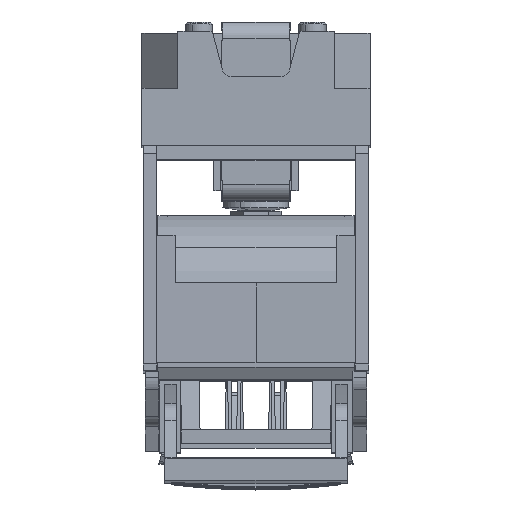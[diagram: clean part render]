
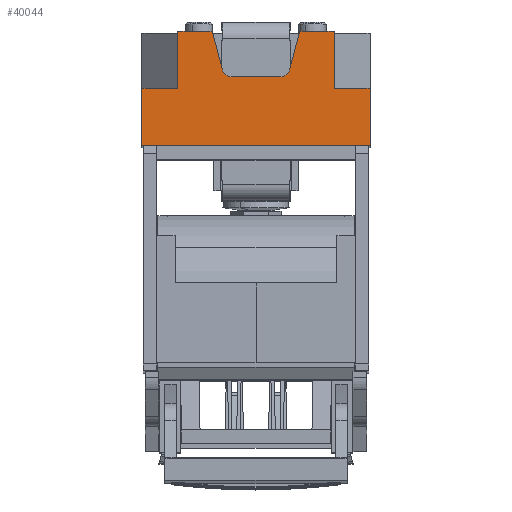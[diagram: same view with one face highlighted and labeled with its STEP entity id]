
A CAD part, top view. The second image highlights one B-rep face of the part: STEP entity #40044.
In plain terms, the highlighted planar face has unit normal (0, 0, 1).
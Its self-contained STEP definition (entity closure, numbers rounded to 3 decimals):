
#36816=AXIS2_PLACEMENT_3D('Circle Axis2P3D',#36814,#36815,$) ;
#36878=AXIS2_PLACEMENT_3D('Circle Axis2P3D',#36876,#36877,$) ;
#40008=AXIS2_PLACEMENT_3D('Plane Axis2P3D',#40005,#40006,#40007) ;
#36669=CARTESIAN_POINT('Vertex',(34.264,-4.,277.5)) ;
#36672=CARTESIAN_POINT('Line Origine',(34.264,-16.5,277.5)) ;
#36676=CARTESIAN_POINT('Vertex',(34.264,-29.,277.5)) ;
#36700=CARTESIAN_POINT('Vertex',(50.,-29.,277.5)) ;
#36703=CARTESIAN_POINT('Line Origine',(42.132,-29.,277.5)) ;
#36720=CARTESIAN_POINT('Line Origine',(-34.264,-16.5,277.5)) ;
#36724=CARTESIAN_POINT('Vertex',(-34.264,-4.,277.5)) ;
#36726=CARTESIAN_POINT('Vertex',(-34.264,-29.,277.5)) ;
#36760=CARTESIAN_POINT('Line Origine',(-16.811,-13.103,277.5)) ;
#36764=CARTESIAN_POINT('Vertex',(-14.685,-21.035,277.5)) ;
#36766=CARTESIAN_POINT('Vertex',(-18.936,-5.171,277.5)) ;
#36806=CARTESIAN_POINT('Vertex',(-10.822,-24.,277.5)) ;
#36814=CARTESIAN_POINT('Axis2P3D Location',(-10.822,-20.,277.5)) ;
#36837=CARTESIAN_POINT('Vertex',(10.822,-24.,277.5)) ;
#36845=CARTESIAN_POINT('Line Origine',(0.,-24.,277.5)) ;
#36868=CARTESIAN_POINT('Vertex',(14.685,-21.035,277.5)) ;
#36876=CARTESIAN_POINT('Axis2P3D Location',(10.822,-20.,277.5)) ;
#36900=CARTESIAN_POINT('Line Origine',(16.811,-13.103,277.5)) ;
#36904=CARTESIAN_POINT('Vertex',(18.936,-5.171,277.5)) ;
#36954=CARTESIAN_POINT('Line Origine',(-42.132,-29.,277.5)) ;
#36958=CARTESIAN_POINT('Vertex',(-50.,-29.,277.5)) ;
#37131=CARTESIAN_POINT('Line Origine',(-30.882,-4.,277.5)) ;
#37135=CARTESIAN_POINT('Vertex',(-27.5,-4.,277.5)) ;
#37138=CARTESIAN_POINT('Line Origine',(-23.375,-4.,277.5)) ;
#37142=CARTESIAN_POINT('Vertex',(-19.25,-4.,277.5)) ;
#37145=CARTESIAN_POINT('Line Origine',(-19.093,-4.,277.5)) ;
#37149=CARTESIAN_POINT('Vertex',(-18.936,-4.,277.5)) ;
#37170=CARTESIAN_POINT('Vertex',(18.936,-4.,277.5)) ;
#37173=CARTESIAN_POINT('Line Origine',(19.093,-4.,277.5)) ;
#37177=CARTESIAN_POINT('Vertex',(19.25,-4.,277.5)) ;
#37180=CARTESIAN_POINT('Line Origine',(23.375,-4.,277.5)) ;
#37184=CARTESIAN_POINT('Vertex',(27.5,-4.,277.5)) ;
#37187=CARTESIAN_POINT('Line Origine',(30.882,-4.,277.5)) ;
#38253=CARTESIAN_POINT('Line Origine',(-18.936,-4.585,277.5)) ;
#38308=CARTESIAN_POINT('Line Origine',(18.936,-4.585,277.5)) ;
#39980=CARTESIAN_POINT('Line Origine',(50.,-29.,277.5)) ;
#39984=CARTESIAN_POINT('Vertex',(50.,-54.,277.5)) ;
#40005=CARTESIAN_POINT('Axis2P3D Location',(0.,-4.,277.5)) ;
#40010=CARTESIAN_POINT('Line Origine',(-50.,-41.5,277.5)) ;
#40014=CARTESIAN_POINT('Vertex',(-50.,-54.,277.5)) ;
#40017=CARTESIAN_POINT('Line Origine',(0.,-54.,277.5)) ;
#36673=DIRECTION('Vector Direction',(0.,-1.,0.)) ;
#36704=DIRECTION('Vector Direction',(-1.,0.,0.)) ;
#36721=DIRECTION('Vector Direction',(0.,-1.,0.)) ;
#36761=DIRECTION('Vector Direction',(-0.259,0.966,0.)) ;
#36815=DIRECTION('Axis2P3D Direction',(0.,0.,1.)) ;
#36846=DIRECTION('Vector Direction',(-1.,0.,0.)) ;
#36877=DIRECTION('Axis2P3D Direction',(0.,0.,1.)) ;
#36901=DIRECTION('Vector Direction',(-0.259,-0.966,0.)) ;
#36955=DIRECTION('Vector Direction',(-1.,0.,0.)) ;
#37132=DIRECTION('Vector Direction',(1.,0.,0.)) ;
#37139=DIRECTION('Vector Direction',(1.,0.,0.)) ;
#37146=DIRECTION('Vector Direction',(1.,0.,0.)) ;
#37174=DIRECTION('Vector Direction',(1.,0.,0.)) ;
#37181=DIRECTION('Vector Direction',(1.,0.,0.)) ;
#37188=DIRECTION('Vector Direction',(1.,0.,0.)) ;
#38254=DIRECTION('Vector Direction',(0.,-1.,0.)) ;
#38309=DIRECTION('Vector Direction',(0.,-1.,0.)) ;
#39981=DIRECTION('Vector Direction',(0.,-1.,0.)) ;
#40006=DIRECTION('Axis2P3D Direction',(-0.,0.,1.)) ;
#40007=DIRECTION('Axis2P3D XDirection',(0.,-1.,0.)) ;
#40011=DIRECTION('Vector Direction',(0.,-1.,0.)) ;
#40018=DIRECTION('Vector Direction',(1.,0.,0.)) ;
#36674=VECTOR('Line Direction',#36673,1.) ;
#36705=VECTOR('Line Direction',#36704,1.) ;
#36722=VECTOR('Line Direction',#36721,1.) ;
#36762=VECTOR('Line Direction',#36761,1.) ;
#36847=VECTOR('Line Direction',#36846,1.) ;
#36902=VECTOR('Line Direction',#36901,1.) ;
#36956=VECTOR('Line Direction',#36955,1.) ;
#37133=VECTOR('Line Direction',#37132,1.) ;
#37140=VECTOR('Line Direction',#37139,1.) ;
#37147=VECTOR('Line Direction',#37146,1.) ;
#37175=VECTOR('Line Direction',#37174,1.) ;
#37182=VECTOR('Line Direction',#37181,1.) ;
#37189=VECTOR('Line Direction',#37188,1.) ;
#38255=VECTOR('Line Direction',#38254,1.) ;
#38310=VECTOR('Line Direction',#38309,1.) ;
#39982=VECTOR('Line Direction',#39981,1.) ;
#40012=VECTOR('Line Direction',#40011,1.) ;
#40019=VECTOR('Line Direction',#40018,1.) ;
#40023=ORIENTED_EDGE('',*,*,#36906,.T.) ;
#40024=ORIENTED_EDGE('',*,*,#36880,.T.) ;
#40025=ORIENTED_EDGE('',*,*,#36849,.T.) ;
#40026=ORIENTED_EDGE('',*,*,#36818,.T.) ;
#40027=ORIENTED_EDGE('',*,*,#36768,.T.) ;
#40028=ORIENTED_EDGE('',*,*,#38257,.F.) ;
#40029=ORIENTED_EDGE('',*,*,#37151,.F.) ;
#40030=ORIENTED_EDGE('',*,*,#37144,.T.) ;
#40031=ORIENTED_EDGE('',*,*,#37137,.F.) ;
#40032=ORIENTED_EDGE('',*,*,#36728,.T.) ;
#40033=ORIENTED_EDGE('',*,*,#36960,.T.) ;
#40034=ORIENTED_EDGE('',*,*,#40016,.T.) ;
#40035=ORIENTED_EDGE('',*,*,#40021,.T.) ;
#40036=ORIENTED_EDGE('',*,*,#39986,.T.) ;
#40037=ORIENTED_EDGE('',*,*,#36707,.T.) ;
#40038=ORIENTED_EDGE('',*,*,#36678,.F.) ;
#40039=ORIENTED_EDGE('',*,*,#37191,.F.) ;
#40040=ORIENTED_EDGE('',*,*,#37186,.T.) ;
#40041=ORIENTED_EDGE('',*,*,#37179,.F.) ;
#40042=ORIENTED_EDGE('',*,*,#38312,.T.) ;
#40044=ADVANCED_FACE('804190_L01_NH-Leistenunterteil Gr.2  L/SL2/3A',(#40043),#40009,.T.) ;
#36817=CIRCLE('generated circle',#36816,4.) ;
#36879=CIRCLE('generated circle',#36878,4.) ;
#36678=EDGE_CURVE('',#36670,#36677,#36675,.T.) ;
#36707=EDGE_CURVE('',#36701,#36677,#36706,.T.) ;
#36728=EDGE_CURVE('',#36725,#36727,#36723,.T.) ;
#36768=EDGE_CURVE('',#36765,#36767,#36763,.T.) ;
#36818=EDGE_CURVE('',#36807,#36765,#36817,.F.) ;
#36849=EDGE_CURVE('',#36838,#36807,#36848,.T.) ;
#36880=EDGE_CURVE('',#36869,#36838,#36879,.F.) ;
#36906=EDGE_CURVE('',#36905,#36869,#36903,.T.) ;
#36960=EDGE_CURVE('',#36727,#36959,#36957,.T.) ;
#37137=EDGE_CURVE('',#36725,#37136,#37134,.T.) ;
#37144=EDGE_CURVE('',#37143,#37136,#37141,.F.) ;
#37151=EDGE_CURVE('',#37143,#37150,#37148,.T.) ;
#37179=EDGE_CURVE('',#37171,#37178,#37176,.T.) ;
#37186=EDGE_CURVE('',#37185,#37178,#37183,.F.) ;
#37191=EDGE_CURVE('',#37185,#36670,#37190,.T.) ;
#38257=EDGE_CURVE('',#37150,#36767,#38256,.T.) ;
#38312=EDGE_CURVE('',#37171,#36905,#38311,.T.) ;
#39986=EDGE_CURVE('',#39985,#36701,#39983,.F.) ;
#40016=EDGE_CURVE('',#36959,#40015,#40013,.T.) ;
#40021=EDGE_CURVE('',#40015,#39985,#40020,.T.) ;
#40022=EDGE_LOOP('',(#40023,#40024,#40025,#40026,#40027,#40028,#40029,#40030,#40031,#40032,#40033,#40034,#40035,#40036,#40037,#40038,#40039,#40040,#40041,#40042)) ;
#40043=FACE_OUTER_BOUND('',#40022,.T.) ;
#36675=LINE('Line',#36672,#36674) ;
#36706=LINE('Line',#36703,#36705) ;
#36723=LINE('Line',#36720,#36722) ;
#36763=LINE('Line',#36760,#36762) ;
#36848=LINE('Line',#36845,#36847) ;
#36903=LINE('Line',#36900,#36902) ;
#36957=LINE('Line',#36954,#36956) ;
#37134=LINE('Line',#37131,#37133) ;
#37141=LINE('Line',#37138,#37140) ;
#37148=LINE('Line',#37145,#37147) ;
#37176=LINE('Line',#37173,#37175) ;
#37183=LINE('Line',#37180,#37182) ;
#37190=LINE('Line',#37187,#37189) ;
#38256=LINE('Line',#38253,#38255) ;
#38311=LINE('Line',#38308,#38310) ;
#39983=LINE('Line',#39980,#39982) ;
#40013=LINE('Line',#40010,#40012) ;
#40020=LINE('Line',#40017,#40019) ;
#40009=PLANE('Plane',#40008) ;
#36670=VERTEX_POINT('',#36669) ;
#36677=VERTEX_POINT('',#36676) ;
#36701=VERTEX_POINT('',#36700) ;
#36725=VERTEX_POINT('',#36724) ;
#36727=VERTEX_POINT('',#36726) ;
#36765=VERTEX_POINT('',#36764) ;
#36767=VERTEX_POINT('',#36766) ;
#36807=VERTEX_POINT('',#36806) ;
#36838=VERTEX_POINT('',#36837) ;
#36869=VERTEX_POINT('',#36868) ;
#36905=VERTEX_POINT('',#36904) ;
#36959=VERTEX_POINT('',#36958) ;
#37136=VERTEX_POINT('',#37135) ;
#37143=VERTEX_POINT('',#37142) ;
#37150=VERTEX_POINT('',#37149) ;
#37171=VERTEX_POINT('',#37170) ;
#37178=VERTEX_POINT('',#37177) ;
#37185=VERTEX_POINT('',#37184) ;
#39985=VERTEX_POINT('',#39984) ;
#40015=VERTEX_POINT('',#40014) ;
